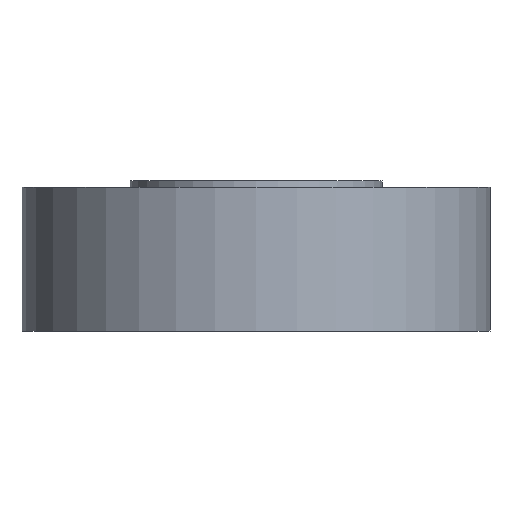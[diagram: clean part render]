
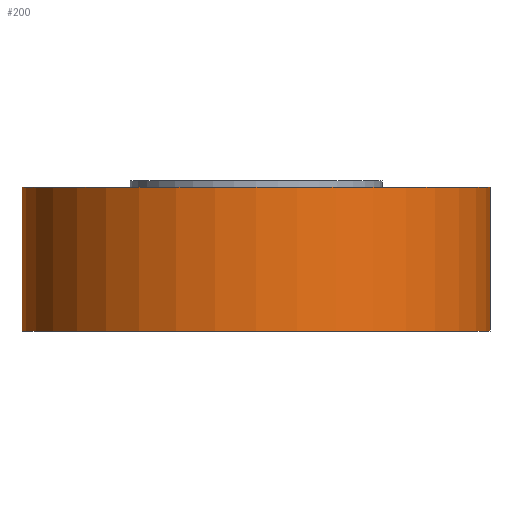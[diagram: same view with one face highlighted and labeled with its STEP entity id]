
A CAD part, left-side view. The second image highlights one B-rep face of the part: STEP entity #200.
In plain terms, the highlighted cylindrical face has radius 39 mm (diameter 78 mm), a full revolution.
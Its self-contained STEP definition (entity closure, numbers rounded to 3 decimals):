
#200 = ADVANCED_FACE( '', ( #388, #389, #390 ), #391, .T. );
#388 = FACE_OUTER_BOUND( '', #827, .T. );
#389 = FACE_OUTER_BOUND( '', #828, .T. );
#390 = FACE_BOUND( '', #829, .T. );
#391 = CYLINDRICAL_SURFACE( '', #830, 39. );
#827 = EDGE_LOOP( '', ( #1108 ) );
#828 = EDGE_LOOP( '', ( #1109 ) );
#829 = EDGE_LOOP( '', ( #1110 ) );
#830 = AXIS2_PLACEMENT_3D( '', #1111, #1112, #1113 );
#1108 = ORIENTED_EDGE( '', *, *, #1194, .T. );
#1109 = ORIENTED_EDGE( '', *, *, #1252, .F. );
#1110 = ORIENTED_EDGE( '', *, *, #1276, .F. );
#1111 = CARTESIAN_POINT( '', ( 0., 0., 54. ) );
#1112 = DIRECTION( '', ( 0., 0., -1. ) );
#1113 = DIRECTION( '', ( 1., 0., 0. ) );
#1194 = EDGE_CURVE( '', #1316, #1316, #1317, .T. );
#1252 = EDGE_CURVE( '', #1407, #1407, #1408, .T. );
#1276 = EDGE_CURVE( '', #1439, #1439, #1440, .T. );
#1316 = VERTEX_POINT( '', #1485 );
#1317 = CIRCLE( '', #1486, 39. );
#1407 = VERTEX_POINT( '', #1596 );
#1408 = CIRCLE( '', #1597, 39. );
#1439 = VERTEX_POINT( '', #1670 );
#1440 = B_SPLINE_CURVE_WITH_KNOTS( '', 3, ( #1671, #1672, #1673, #1674, #1675, #1676, #1677, #1678, #1679, #1680, #1681, #1682, #1683, #1684, #1685, #1686, #1687, #1688, #1689, #1690, #1691, #1692, #1693, #1694, #1695, #1696, #1697, #1698, #1699, #1700, #1701, #1702, #1703, #1704, #1705, #1706, #1707, #1708, #1709, #1710, #1711, #1712, #1713, #1714, #1715, #1716, #1717, #1718, #1719, #1720, #1721, #1722, #1723, #1724, #1725, #1726, #1727, #1728, #1729, #1730, #1731, #1732, #1733, #1734, #1735, #1736, #1737, #1738, #1739, #1740, #1741, #1742, #1743, #1744 ), .UNSPECIFIED., .T., .F., ( 2, 2, 2, 2, 2, 2, 2, 2, 2, 2, 2, 2, 2, 2, 2, 2, 2, 2, 2, 2, 2, 2, 2, 2, 2, 2, 2, 2, 2, 2, 2, 2, 2, 2, 2, 2, 2, 2, 2 ), ( -0.001, 0., 0.001, 0.001, 0.002, 0.003, 0.004, 0.005, 0.006, 0.007, 0.008, 0.009, 0.01, 0.01, 0.011, 0.012, 0.013, 0.013, 0.014, 0.015, 0.016, 0.017, 0.018, 0.019, 0.02, 0.021, 0.022, 0.022, 0.022, 0.023, 0.024, 0.025, 0.026, 0.027, 0.028, 0.029, 0.03, 0.031, 0.032 ), .UNSPECIFIED. );
#1485 = CARTESIAN_POINT( '', ( 39., 0., 5.774 ) );
#1486 = AXIS2_PLACEMENT_3D( '', #1785, #1786, #1787 );
#1596 = CARTESIAN_POINT( '', ( 39., 0., 29.774 ) );
#1597 = AXIS2_PLACEMENT_3D( '', #1859, #1860, #1861 );
#1670 = CARTESIAN_POINT( '', ( 39., 0., 8.274 ) );
#1671 = CARTESIAN_POINT( '', ( 39., -0.331, 8.274 ) );
#1672 = CARTESIAN_POINT( '', ( 39., 0.331, 8.274 ) );
#1673 = CARTESIAN_POINT( '', ( 38.996, 0.656, 8.306 ) );
#1674 = CARTESIAN_POINT( '', ( 38.984, 1.135, 8.402 ) );
#1675 = CARTESIAN_POINT( '', ( 38.979, 1.294, 8.441 ) );
#1676 = CARTESIAN_POINT( '', ( 38.967, 1.608, 8.537 ) );
#1677 = CARTESIAN_POINT( '', ( 38.96, 1.764, 8.593 ) );
#1678 = CARTESIAN_POINT( '', ( 38.938, 2.218, 8.781 ) );
#1679 = CARTESIAN_POINT( '', ( 38.92, 2.505, 8.935 ) );
#1680 = CARTESIAN_POINT( '', ( 38.882, 3.049, 9.297 ) );
#1681 = CARTESIAN_POINT( '', ( 38.86, 3.306, 9.508 ) );
#1682 = CARTESIAN_POINT( '', ( 38.818, 3.766, 9.969 ) );
#1683 = CARTESIAN_POINT( '', ( 38.798, 3.973, 10.221 ) );
#1684 = CARTESIAN_POINT( '', ( 38.758, 4.339, 10.767 ) );
#1685 = CARTESIAN_POINT( '', ( 38.74, 4.494, 11.058 ) );
#1686 = CARTESIAN_POINT( '', ( 38.711, 4.743, 11.659 ) );
#1687 = CARTESIAN_POINT( '', ( 38.699, 4.839, 11.974 ) );
#1688 = CARTESIAN_POINT( '', ( 38.682, 4.968, 12.62 ) );
#1689 = CARTESIAN_POINT( '', ( 38.678, 5., 12.945 ) );
#1690 = CARTESIAN_POINT( '', ( 38.678, 5., 13.598 ) );
#1691 = CARTESIAN_POINT( '', ( 38.682, 4.968, 13.929 ) );
#1692 = CARTESIAN_POINT( '', ( 38.699, 4.84, 14.571 ) );
#1693 = CARTESIAN_POINT( '', ( 38.71, 4.745, 14.883 ) );
#1694 = CARTESIAN_POINT( '', ( 38.733, 4.558, 15.337 ) );
#1695 = CARTESIAN_POINT( '', ( 38.741, 4.487, 15.487 ) );
#1696 = CARTESIAN_POINT( '', ( 38.759, 4.332, 15.776 ) );
#1697 = CARTESIAN_POINT( '', ( 38.768, 4.248, 15.916 ) );
#1698 = CARTESIAN_POINT( '', ( 38.797, 3.977, 16.322 ) );
#1699 = CARTESIAN_POINT( '', ( 38.818, 3.77, 16.575 ) );
#1700 = CARTESIAN_POINT( '', ( 38.861, 3.304, 17.041 ) );
#1701 = CARTESIAN_POINT( '', ( 38.881, 3.052, 17.248 ) );
#1702 = CARTESIAN_POINT( '', ( 38.91, 2.646, 17.52 ) );
#1703 = CARTESIAN_POINT( '', ( 38.92, 2.506, 17.604 ) );
#1704 = CARTESIAN_POINT( '', ( 38.937, 2.217, 17.759 ) );
#1705 = CARTESIAN_POINT( '', ( 38.945, 2.067, 17.83 ) );
#1706 = CARTESIAN_POINT( '', ( 38.968, 1.613, 18.018 ) );
#1707 = CARTESIAN_POINT( '', ( 38.98, 1.301, 18.113 ) );
#1708 = CARTESIAN_POINT( '', ( 38.996, 0.66, 18.241 ) );
#1709 = CARTESIAN_POINT( '', ( 39., 0.328, 18.274 ) );
#1710 = CARTESIAN_POINT( '', ( 39., -0.325, 18.274 ) );
#1711 = CARTESIAN_POINT( '', ( 38.996, -0.649, 18.242 ) );
#1712 = CARTESIAN_POINT( '', ( 38.98, -1.295, 18.114 ) );
#1713 = CARTESIAN_POINT( '', ( 38.968, -1.611, 18.019 ) );
#1714 = CARTESIAN_POINT( '', ( 38.938, -2.212, 17.77 ) );
#1715 = CARTESIAN_POINT( '', ( 38.921, -2.504, 17.614 ) );
#1716 = CARTESIAN_POINT( '', ( 38.882, -3.05, 17.25 ) );
#1717 = CARTESIAN_POINT( '', ( 38.861, -3.301, 17.043 ) );
#1718 = CARTESIAN_POINT( '', ( 38.819, -3.763, 16.583 ) );
#1719 = CARTESIAN_POINT( '', ( 38.797, -3.974, 16.326 ) );
#1720 = CARTESIAN_POINT( '', ( 38.759, -4.337, 15.783 ) );
#1721 = CARTESIAN_POINT( '', ( 38.741, -4.491, 15.496 ) );
#1722 = CARTESIAN_POINT( '', ( 38.718, -4.68, 15.042 ) );
#1723 = CARTESIAN_POINT( '', ( 38.711, -4.736, 14.886 ) );
#1724 = CARTESIAN_POINT( '', ( 38.7, -4.831, 14.572 ) );
#1725 = CARTESIAN_POINT( '', ( 38.695, -4.871, 14.414 ) );
#1726 = CARTESIAN_POINT( '', ( 38.682, -4.967, 13.934 ) );
#1727 = CARTESIAN_POINT( '', ( 38.678, -5., 13.609 ) );
#1728 = CARTESIAN_POINT( '', ( 38.678, -5., 12.948 ) );
#1729 = CARTESIAN_POINT( '', ( 38.682, -4.968, 12.623 ) );
#1730 = CARTESIAN_POINT( '', ( 38.698, -4.841, 11.983 ) );
#1731 = CARTESIAN_POINT( '', ( 38.71, -4.745, 11.665 ) );
#1732 = CARTESIAN_POINT( '', ( 38.74, -4.495, 11.06 ) );
#1733 = CARTESIAN_POINT( '', ( 38.758, -4.342, 10.772 ) );
#1734 = CARTESIAN_POINT( '', ( 38.797, -3.979, 10.229 ) );
#1735 = CARTESIAN_POINT( '', ( 38.818, -3.768, 9.972 ) );
#1736 = CARTESIAN_POINT( '', ( 38.86, -3.308, 9.511 ) );
#1737 = CARTESIAN_POINT( '', ( 38.881, -3.057, 9.303 ) );
#1738 = CARTESIAN_POINT( '', ( 38.92, -2.51, 8.937 ) );
#1739 = CARTESIAN_POINT( '', ( 38.938, -2.22, 8.782 ) );
#1740 = CARTESIAN_POINT( '', ( 38.968, -1.619, 8.532 ) );
#1741 = CARTESIAN_POINT( '', ( 38.98, -1.304, 8.436 ) );
#1742 = CARTESIAN_POINT( '', ( 38.996, -0.658, 8.306 ) );
#1743 = CARTESIAN_POINT( '', ( 39., -0.331, 8.274 ) );
#1744 = CARTESIAN_POINT( '', ( 39., 0.331, 8.274 ) );
#1785 = CARTESIAN_POINT( '', ( 0., 0., 5.774 ) );
#1786 = DIRECTION( '', ( 0., 0., 1. ) );
#1787 = DIRECTION( '', ( 1., 0., 0. ) );
#1859 = CARTESIAN_POINT( '', ( 0., 0., 29.774 ) );
#1860 = DIRECTION( '', ( 0., 0., 1. ) );
#1861 = DIRECTION( '', ( 1., 0., 0. ) );
